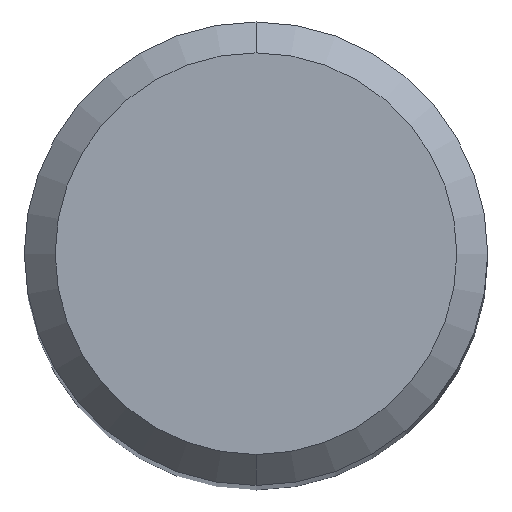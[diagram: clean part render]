
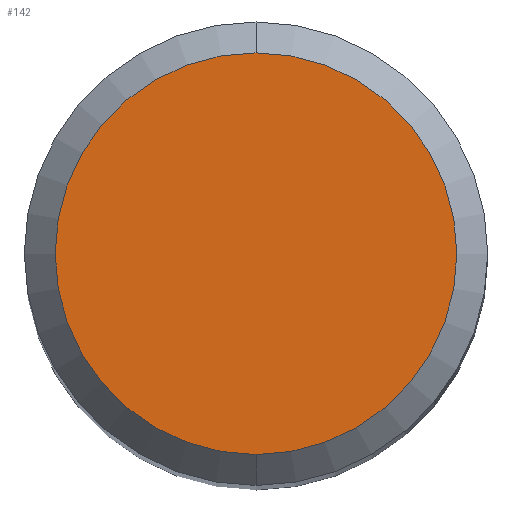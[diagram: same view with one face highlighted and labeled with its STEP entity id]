
A CAD part, top view. The second image highlights one B-rep face of the part: STEP entity #142.
In plain terms, the highlighted planar face has unit normal (0, 0, 1).
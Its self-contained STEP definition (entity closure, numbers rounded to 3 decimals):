
#132=EDGE_CURVE('',#178,#190,#299,.T.);
#142=ADVANCED_FACE('',(#311),#312,.T.);
#178=VERTEX_POINT('',#352);
#190=VERTEX_POINT('',#364);
#242=EDGE_CURVE('',#190,#178,#424,.T.);
#299=CIRCLE('',#483,2.6);
#311=FACE_OUTER_BOUND('',#496,.T.);
#312=PLANE('',#497);
#352=CARTESIAN_POINT('',(0.0,2.6,0.0));
#364=CARTESIAN_POINT('',(0.,-2.6,0.0));
#424=CIRCLE('',#640,2.6);
#483=AXIS2_PLACEMENT_3D('',#681,#682,#683);
#496=EDGE_LOOP('',(#705,#706));
#497=AXIS2_PLACEMENT_3D('',#707,#708,#709);
#640=AXIS2_PLACEMENT_3D('',#858,#859,#860);
#681=CARTESIAN_POINT('',(0.0,0.0,0.0));
#682=DIRECTION('',(0.0,0.0,-1.0));
#683=DIRECTION('',(0.0,1.0,0.0));
#705=ORIENTED_EDGE('',*,*,#132,.F.);
#706=ORIENTED_EDGE('',*,*,#242,.F.);
#707=CARTESIAN_POINT('',(0.0,1.3,0.0));
#708=DIRECTION('',(-0.0,0.0,1.0));
#709=DIRECTION('',(0.0,-1.0,0.0));
#858=CARTESIAN_POINT('',(0.0,0.0,0.0));
#859=DIRECTION('',(0.0,0.0,-1.0));
#860=DIRECTION('',(0.0,1.0,0.0));
